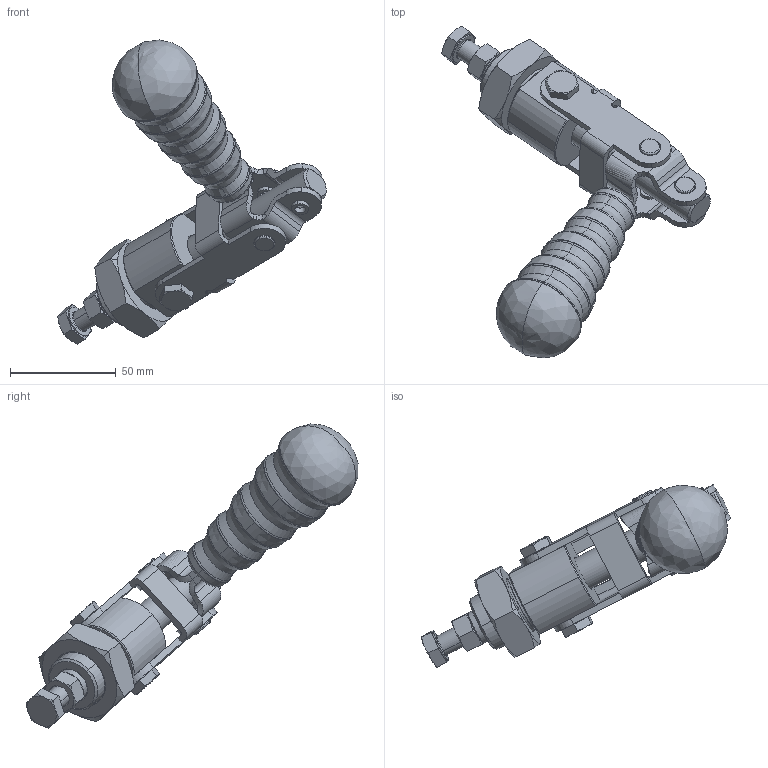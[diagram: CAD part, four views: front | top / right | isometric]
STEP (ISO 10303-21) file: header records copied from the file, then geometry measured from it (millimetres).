
FILE_DESCRIPTION((''),'2;1');
FILE_NAME('362-opened.stp','2005-09-28T08:50:21',('Kysilko'),(''),'Autodesk Inventor 8','Autodesk Inventor 8','');
FILE_SCHEMA(('AUTOMOTIVE_DESIGN { 1 0 10303 214 1 1 1 1 }'));
Length unit declared in the file: millimetre
Products named in the file (1): Part18
Bounding box: 127.03 x 157.11 x 143.9 mm (x, y, z)
Volume: 175566.1 mm3; surface area: 43888.4 mm2
Topology: 1 solids, 7 shells, 435 faces, 1097 edges, 678 vertices
Faces by surface type: plane 126, bspline 99, cone 96, cylinder 82, torus 32
Entity records: 16430 total; most frequent: CARTESIAN_POINT 6372, ORIENTED_EDGE 2174, DIRECTION 2081, EDGE_CURVE 1087, AXIS2_PLACEMENT_3D 806, VERTEX_POINT 678, CIRCLE 469, VECTOR 469
